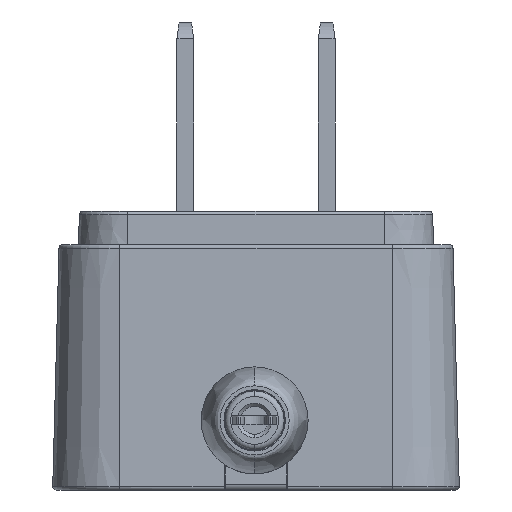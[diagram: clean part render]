
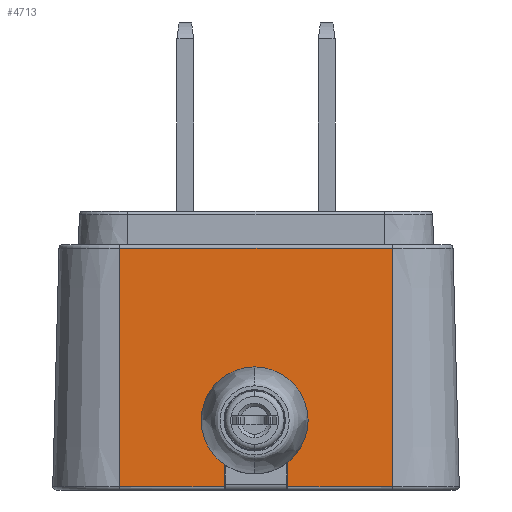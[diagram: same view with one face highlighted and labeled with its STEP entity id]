
A CAD part, left-side view. The second image highlights one B-rep face of the part: STEP entity #4713.
In plain terms, the highlighted planar face has unit normal (-1, 0, 0.026).
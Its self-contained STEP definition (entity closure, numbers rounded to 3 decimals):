
#1130 = VERTEX_POINT ( 'NONE', #4793 ) ;
#1140 = EDGE_CURVE ( 'NONE', #14873, #33366, #32261, .T. ) ;
#1312 = CARTESIAN_POINT ( 'NONE',  ( -36.134, 2.623, -12.928 ) ) ;
#1438 = ORIENTED_EDGE ( 'NONE', *, *, #7512, .F. ) ;
#1500 = EDGE_CURVE ( 'NONE', #22369, #22500, #22080, .T. ) ;
#2071 = CARTESIAN_POINT ( 'NONE',  ( -36.136, -2.625, -13. ) ) ;
#2233 = DIRECTION ( 'NONE',  ( 0., -1., 0. ) ) ;
#2349 = VERTEX_POINT ( 'NONE', #2071 ) ;
#2903 = CARTESIAN_POINT ( 'NONE',  ( -36.363, -12.25, -21.692 ) ) ;
#3793 = ORIENTED_EDGE ( 'NONE', *, *, #22589, .T. ) ;
#4713 = ADVANCED_FACE ( 'NONE', ( #25994 ), #12582, .T. ) ;
#4793 = CARTESIAN_POINT ( 'NONE',  ( -36.136, 2.625, -13. ) ) ;
#4864 = EDGE_CURVE ( 'NONE', #21600, #2349, #26900, .T. ) ;
#5160 = LINE ( 'NONE', #1312, #33664 ) ;
#5175 = LINE ( 'NONE', #24661, #28350 ) ;
#5490 = CARTESIAN_POINT ( 'NONE',  ( -36.136, -2.625, -13. ) ) ;
#6158 = ORIENTED_EDGE ( 'NONE', *, *, #1140, .T. ) ;
#6408 = ORIENTED_EDGE ( 'NONE', *, *, #16797, .T. ) ;
#7512 = EDGE_CURVE ( 'NONE', #2349, #1130, #14912, .T. ) ;
#8072 = VECTOR ( 'NONE', #18302, 1000. ) ;
#9656 = CARTESIAN_POINT ( 'NONE',  ( -35.803, -12.25, -0.292 ) ) ;
#10569 = CARTESIAN_POINT ( 'NONE',  ( -36.363, 12.25, -21.692 ) ) ;
#11872 = DIRECTION ( 'NONE',  ( -0.026, 0.026, -0.999 ) ) ;
#12326 = DIRECTION ( 'NONE',  ( 0.026, 0., 1. ) ) ;
#12416 = EDGE_CURVE ( 'NONE', #1130, #33366, #5160, .T. ) ;
#12582 = PLANE ( 'NONE',  #32807 ) ;
#13768 = VECTOR ( 'NONE', #21745, 1000. ) ;
#14197 = DIRECTION ( 'NONE',  ( 0., -1., 0. ) ) ;
#14873 = VERTEX_POINT ( 'NONE', #10569 ) ;
#14912 = LINE ( 'NONE', #5490, #27223 ) ;
#15506 = LINE ( 'NONE', #23256, #18153 ) ;
#16797 = EDGE_CURVE ( 'NONE', #22500, #32287, #28614, .T. ) ;
#17459 = CARTESIAN_POINT ( 'NONE',  ( -36.363, -12.25, -21.692 ) ) ;
#17840 = CARTESIAN_POINT ( 'NONE',  ( -36.371, -12.25, -22. ) ) ;
#18153 = VECTOR ( 'NONE', #26205, 1000. ) ;
#18302 = DIRECTION ( 'NONE',  ( 0., 1., 0. ) ) ;
#19309 = CARTESIAN_POINT ( 'NONE',  ( -36.363, 2.853, -21.692 ) ) ;
#19631 = DIRECTION ( 'NONE',  ( 0., 1., 0. ) ) ;
#21600 = VERTEX_POINT ( 'NONE', #27972 ) ;
#21627 = CARTESIAN_POINT ( 'NONE',  ( -36.371, -12.25, -22. ) ) ;
#21745 = DIRECTION ( 'NONE',  ( 0.026, 0., 1. ) ) ;
#22080 = LINE ( 'NONE', #21627, #13768 ) ;
#22369 = VERTEX_POINT ( 'NONE', #17459 ) ;
#22500 = VERTEX_POINT ( 'NONE', #9656 ) ;
#22589 = EDGE_CURVE ( 'NONE', #21600, #22369, #5175, .T. ) ;
#23256 = CARTESIAN_POINT ( 'NONE',  ( -36.371, 12.25, -22. ) ) ;
#23459 = DIRECTION ( 'NONE',  ( -1., 0., 0.026 ) ) ;
#24292 = VECTOR ( 'NONE', #14197, 1000. ) ;
#24661 = CARTESIAN_POINT ( 'NONE',  ( -36.363, -12.25, -21.692 ) ) ;
#25994 = FACE_OUTER_BOUND ( 'NONE', #26616, .T. ) ;
#26075 = ORIENTED_EDGE ( 'NONE', *, *, #35361, .F. ) ;
#26205 = DIRECTION ( 'NONE',  ( 0.026, 0., 1. ) ) ;
#26616 = EDGE_LOOP ( 'NONE', ( #26075, #6158, #31627, #1438, #34123, #3793, #26927, #6408 ) ) ;
#26900 = LINE ( 'NONE', #35197, #32671 ) ;
#26927 = ORIENTED_EDGE ( 'NONE', *, *, #1500, .T. ) ;
#27038 = DIRECTION ( 'NONE',  ( 0.026, 0.026, 0.999 ) ) ;
#27223 = VECTOR ( 'NONE', #19631, 1000. ) ;
#27972 = CARTESIAN_POINT ( 'NONE',  ( -36.363, -2.853, -21.692 ) ) ;
#28350 = VECTOR ( 'NONE', #2233, 1000. ) ;
#28614 = LINE ( 'NONE', #29740, #8072 ) ;
#29740 = CARTESIAN_POINT ( 'NONE',  ( -35.803, 12.25, -0.292 ) ) ;
#31627 = ORIENTED_EDGE ( 'NONE', *, *, #12416, .F. ) ;
#32216 = CARTESIAN_POINT ( 'NONE',  ( -35.803, 12.25, -0.292 ) ) ;
#32261 = LINE ( 'NONE', #2903, #24292 ) ;
#32287 = VERTEX_POINT ( 'NONE', #32216 ) ;
#32671 = VECTOR ( 'NONE', #27038, 1000. ) ;
#32807 = AXIS2_PLACEMENT_3D ( 'NONE', #17840, #23459, #12326 ) ;
#33366 = VERTEX_POINT ( 'NONE', #19309 ) ;
#33664 = VECTOR ( 'NONE', #11872, 1000. ) ;
#34123 = ORIENTED_EDGE ( 'NONE', *, *, #4864, .F. ) ;
#35197 = CARTESIAN_POINT ( 'NONE',  ( -36.134, -2.623, -12.928 ) ) ;
#35361 = EDGE_CURVE ( 'NONE', #14873, #32287, #15506, .T. ) ;
